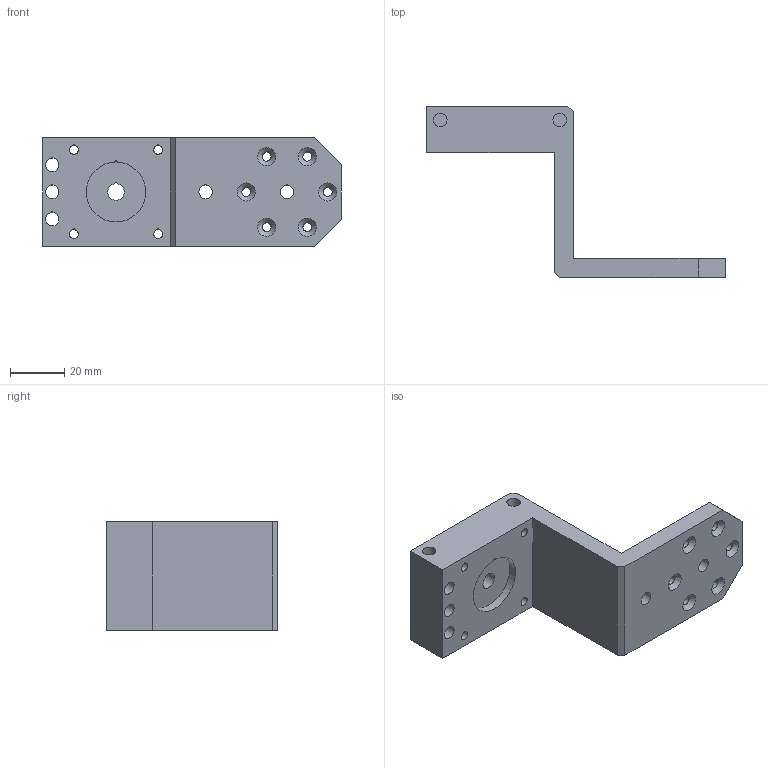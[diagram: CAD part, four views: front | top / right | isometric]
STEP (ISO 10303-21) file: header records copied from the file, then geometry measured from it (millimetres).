
FILE_DESCRIPTION(/* description */ (''),/* implementation_level */ '2;1');
FILE_NAME(/* name */ '9-arm part 1.stp',/* time_stamp */ '2023-12-04T19:17:29+01:00',/* author */ ('simon'),/* organization */ (''),/* preprocessor_version */ 'ST-DEVELOPER v19.2',/* originating_system */ 'Autodesk Inventor 2024',/* authorisation */ '');
FILE_SCHEMA (('AUTOMOTIVE_DESIGN { 1 0 10303 214 3 1 1 }'));
Length unit declared in the file: millimetre
Products named in the file (1): arm part 1
Bounding box: 110 x 63 x 40 mm (x, y, z)
Volume: 59871.3 mm3; surface area: 19447.6 mm2
Topology: 1 solids, 1 shells, 135 faces, 360 edges, 240 vertices
Faces by surface type: plane 79, cylinder 40, cone 10, bspline 6
Full cylindrical faces by diameter (mm): 5 x6
Entity records: 4569 total; most frequent: CARTESIAN_POINT 1056, ORIENTED_EDGE 720, DIRECTION 688, EDGE_CURVE 360, LINE 248, VECTOR 248, VERTEX_POINT 240, AXIS2_PLACEMENT_3D 220
